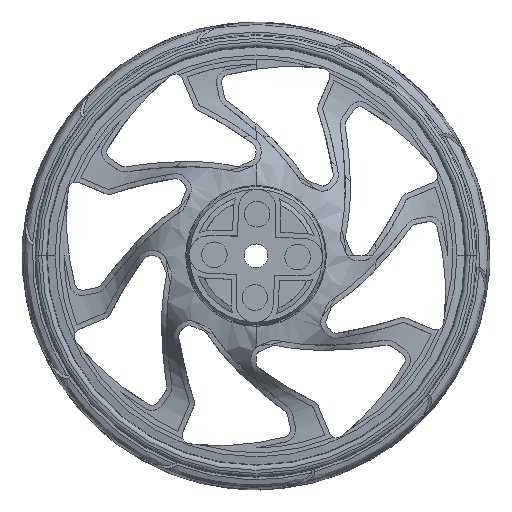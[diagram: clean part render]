
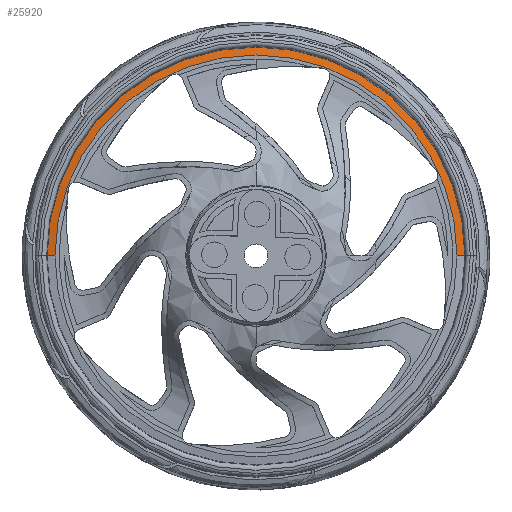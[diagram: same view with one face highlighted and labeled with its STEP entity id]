
A CAD part, top view. The second image highlights one B-rep face of the part: STEP entity #25920.
In plain terms, the highlighted conical face has half-angle 78.876 degrees and reference radius 52.8 mm.
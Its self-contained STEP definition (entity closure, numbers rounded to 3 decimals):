
#762 = VECTOR ( 'NONE', #3549, 1000. ) ;
#828 = CARTESIAN_POINT ( 'NONE',  ( 52.8, 0., -17.966 ) ) ;
#1310 = DIRECTION ( 'NONE',  ( 0., 0., 1. ) ) ;
#3549 = DIRECTION ( 'NONE',  ( 0.981, 0., -0.193 ) ) ;
#4288 = CARTESIAN_POINT ( 'NONE',  ( -50.8, 0., -17.573 ) ) ;
#4411 = LINE ( 'NONE', #18895, #762 ) ;
#4936 = LINE ( 'NONE', #9471, #7774 ) ;
#7774 = VECTOR ( 'NONE', #11845, 1000. ) ;
#8980 = EDGE_CURVE ( 'NONE', #12518, #29928, #4411, .T. ) ;
#9038 = CIRCLE ( 'NONE', #26762, 50.8 ) ;
#9173 = CONICAL_SURFACE ( 'NONE', #16046, 52.8, 1.377 ) ;
#9471 = CARTESIAN_POINT ( 'NONE',  ( -52.8, 0., -17.966 ) ) ;
#11845 = DIRECTION ( 'NONE',  ( -0.981, 0., -0.193 ) ) ;
#11889 = VERTEX_POINT ( 'NONE', #4288 ) ;
#12456 = FACE_OUTER_BOUND ( 'NONE', #31430, .T. ) ;
#12518 = VERTEX_POINT ( 'NONE', #28752 ) ;
#14114 = DIRECTION ( 'NONE',  ( 0., 0., 1. ) ) ;
#15894 = ORIENTED_EDGE ( 'NONE', *, *, #32515, .F. ) ;
#15959 = CIRCLE ( 'NONE', #28782, 52.8 ) ;
#16046 = AXIS2_PLACEMENT_3D ( 'NONE', #28756, #31357, #23510 ) ;
#18895 = CARTESIAN_POINT ( 'NONE',  ( 52.8, 0., -17.966 ) ) ;
#19264 = DIRECTION ( 'NONE',  ( 1., 0., 0. ) ) ;
#21764 = ORIENTED_EDGE ( 'NONE', *, *, #31701, .T. ) ;
#22287 = ORIENTED_EDGE ( 'NONE', *, *, #29911, .F. ) ;
#22408 = VERTEX_POINT ( 'NONE', #24539 ) ;
#22595 = ORIENTED_EDGE ( 'NONE', *, *, #8980, .T. ) ;
#23510 = DIRECTION ( 'NONE',  ( -1., 0., 0. ) ) ;
#24539 = CARTESIAN_POINT ( 'NONE',  ( -52.8, 0., -17.966 ) ) ;
#25920 = ADVANCED_FACE ( 'NONE', ( #12456 ), #9173, .T. ) ;
#26762 = AXIS2_PLACEMENT_3D ( 'NONE', #32161, #14114, #32273 ) ;
#28752 = CARTESIAN_POINT ( 'NONE',  ( 50.8, 0., -17.573 ) ) ;
#28756 = CARTESIAN_POINT ( 'NONE',  ( 0., 0., -17.966 ) ) ;
#28782 = AXIS2_PLACEMENT_3D ( 'NONE', #29949, #1310, #19264 ) ;
#29911 = EDGE_CURVE ( 'NONE', #12518, #11889, #9038, .T. ) ;
#29928 = VERTEX_POINT ( 'NONE', #828 ) ;
#29949 = CARTESIAN_POINT ( 'NONE',  ( 0., 0., -17.966 ) ) ;
#31357 = DIRECTION ( 'NONE',  ( 0., 0., -1. ) ) ;
#31430 = EDGE_LOOP ( 'NONE', ( #22287, #22595, #21764, #15894 ) ) ;
#31701 = EDGE_CURVE ( 'NONE', #29928, #22408, #15959, .T. ) ;
#32161 = CARTESIAN_POINT ( 'NONE',  ( 0., 0., -17.573 ) ) ;
#32273 = DIRECTION ( 'NONE',  ( 1., 0., 0. ) ) ;
#32515 = EDGE_CURVE ( 'NONE', #11889, #22408, #4936, .T. ) ;
